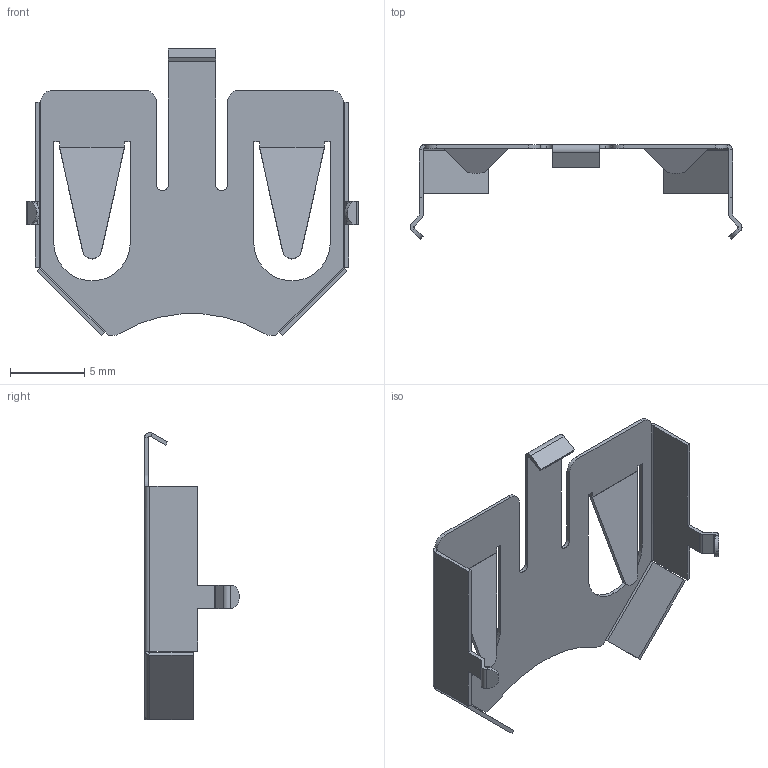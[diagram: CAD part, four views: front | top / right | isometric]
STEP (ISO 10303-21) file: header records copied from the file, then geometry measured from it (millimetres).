
FILE_DESCRIPTION (( 'STEP AP214' ), '1' );
FILE_NAME ('BK-921.STEP', '2021-05-01T02:59:26', ( '' ), ( '' ), 'SwSTEP 2.0', 'SolidWorks 2017', '' );
FILE_SCHEMA (( 'AUTOMOTIVE_DESIGN' ));
Length unit declared in the file: millimetre
Products named in the file (1): BK-921
Bounding box: 22.35 x 6.37 x 19.32 mm (x, y, z)
Volume: 97.3 mm3; surface area: 835.3 mm2
Topology: 1 solids, 1 shells, 143 faces, 364 edges, 224 vertices
Faces by surface type: plane 94, cylinder 45, bspline 4
Entity records: 4378 total; most frequent: CARTESIAN_POINT 864, ORIENTED_EDGE 728, DIRECTION 718, EDGE_CURVE 364, LINE 274, VECTOR 274, VERTEX_POINT 224, AXIS2_PLACEMENT_3D 222
